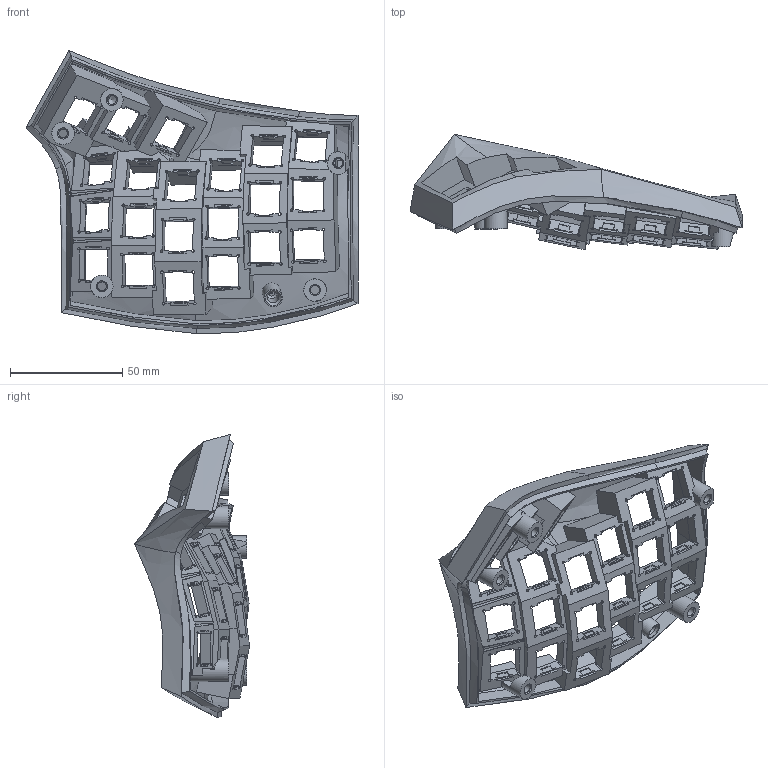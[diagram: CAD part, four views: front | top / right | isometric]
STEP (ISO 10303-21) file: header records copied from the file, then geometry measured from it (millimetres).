
FILE_DESCRIPTION(/* description */ ('','CAx-IF Rec.Pracs.---Representation and Presentation of Product Manufacturing Information (PMI)---4.0---2014-10-13'),/* implementation_level */ '2;1');
FILE_NAME(/* name */ 'cygnus_3x6_top.step',/* time_stamp */ '2025-01-10T14:34:51+02:00',/* author */ (''),/* organization */ (''),/* preprocessor_version */ 'ST-DEVELOPER v20',/* originating_system */ 'Autodesk Translation Framework v13.20.0.188',/* authorisation */ '');
FILE_SCHEMA (('AP242_MANAGED_MODEL_BASED_3D_ENGINEERING_MIM_LF { 1 0 10303 442 1 1 4 }'));
Length unit declared in the file: millimetre
Products named in the file (2): cygnus_3x6_unified; ledholder
Assembly tree (1 placements, depth 2):
  cygnus_3x6_unified
    ledholder
Bounding box: 147.94 x 51.34 x 126.27 mm (x, y, z)
Volume: 67181.6 mm3; surface area: 57900.7 mm2
Topology: 2 solids, 3 shells, 890 faces, 2615 edges, 1727 vertices
Faces by surface type: plane 712, cylinder 99, bspline 71, cone 8
Full cylindrical faces by diameter (mm): 1 x1, 4 x5, 5 x1, 8 x1, 10 x4
Entity records: 39184 total; most frequent: CARTESIAN_POINT 15900, ORIENTED_EDGE 5228, DIRECTION 4229, EDGE_CURVE 2614, LINE 2075, VECTOR 2075, VERTEX_POINT 1727, AXIS2_PLACEMENT_3D 1077
